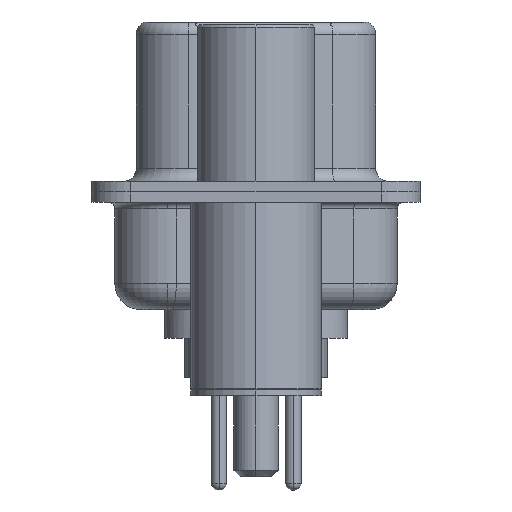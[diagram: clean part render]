
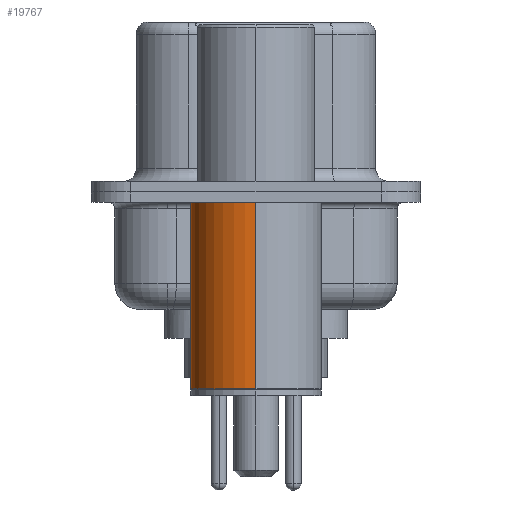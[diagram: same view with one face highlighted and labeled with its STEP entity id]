
A CAD part, left-side view. The second image highlights one B-rep face of the part: STEP entity #19767.
In plain terms, the highlighted cylindrical face has radius 2.5 mm (diameter 5 mm), a partial arc.
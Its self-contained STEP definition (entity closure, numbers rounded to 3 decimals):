
#856 = EDGE_CURVE ( 'NONE', #4967, #8889, #12143, .T. ) ;
#1091 = AXIS2_PLACEMENT_3D ( 'NONE', #17101, #5835, #19023 ) ;
#4967 = VERTEX_POINT ( 'NONE', #9231 ) ;
#5379 = LINE ( 'NONE', #20128, #14283 ) ;
#5484 = CARTESIAN_POINT ( 'NONE',  ( -2.5, 0., -7.525 ) ) ;
#5835 = DIRECTION ( 'NONE',  ( 0., 0., 1. ) ) ;
#6507 = DIRECTION ( 'NONE',  ( 0., 0., 1. ) ) ;
#6591 = ORIENTED_EDGE ( 'NONE', *, *, #22893, .T. ) ;
#8208 = EDGE_CURVE ( 'NONE', #4967, #16475, #12019, .T. ) ;
#8518 = ORIENTED_EDGE ( 'NONE', *, *, #8208, .F. ) ;
#8889 = VERTEX_POINT ( 'NONE', #5484 ) ;
#8930 = CARTESIAN_POINT ( 'NONE',  ( 2.5, 0., -0.4 ) ) ;
#9231 = CARTESIAN_POINT ( 'NONE',  ( 2.5, 0., -7.525 ) ) ;
#9802 = FACE_OUTER_BOUND ( 'NONE', #12286, .T. ) ;
#10348 = CARTESIAN_POINT ( 'NONE',  ( 0., 0., 0.581 ) ) ;
#12019 = LINE ( 'NONE', #18683, #14657 ) ;
#12143 = CIRCLE ( 'NONE', #23323, 2.5 ) ;
#12286 = EDGE_LOOP ( 'NONE', ( #19512, #6591, #24033, #8518 ) ) ;
#12683 = DIRECTION ( 'NONE',  ( 0., 0., 1. ) ) ;
#13718 = CIRCLE ( 'NONE', #1091, 2.5 ) ;
#13735 = VERTEX_POINT ( 'NONE', #15764 ) ;
#14283 = VECTOR ( 'NONE', #12683, 1000. ) ;
#14657 = VECTOR ( 'NONE', #22512, 1000. ) ;
#15158 = CARTESIAN_POINT ( 'NONE',  ( 0., 0., -7.525 ) ) ;
#15764 = CARTESIAN_POINT ( 'NONE',  ( -2.5, 0., -0.4 ) ) ;
#16475 = VERTEX_POINT ( 'NONE', #8930 ) ;
#17101 = CARTESIAN_POINT ( 'NONE',  ( 0., 0., -0.4 ) ) ;
#18260 = EDGE_CURVE ( 'NONE', #16475, #13735, #13718, .T. ) ;
#18683 = CARTESIAN_POINT ( 'NONE',  ( 2.5, 0., 0.581 ) ) ;
#19023 = DIRECTION ( 'NONE',  ( 1., 0., 0. ) ) ;
#19512 = ORIENTED_EDGE ( 'NONE', *, *, #856, .T. ) ;
#19767 = ADVANCED_FACE ( 'NONE', ( #9802 ), #24229, .T. ) ;
#20128 = CARTESIAN_POINT ( 'NONE',  ( -2.5, 0., 0.581 ) ) ;
#20253 = AXIS2_PLACEMENT_3D ( 'NONE', #10348, #6507, #23519 ) ;
#21053 = DIRECTION ( 'NONE',  ( 0., 0., 1. ) ) ;
#22512 = DIRECTION ( 'NONE',  ( 0., 0., 1. ) ) ;
#22893 = EDGE_CURVE ( 'NONE', #8889, #13735, #5379, .T. ) ;
#23228 = DIRECTION ( 'NONE',  ( 1., 0., 0. ) ) ;
#23323 = AXIS2_PLACEMENT_3D ( 'NONE', #15158, #21053, #23228 ) ;
#23519 = DIRECTION ( 'NONE',  ( 1., 0., 0. ) ) ;
#24033 = ORIENTED_EDGE ( 'NONE', *, *, #18260, .F. ) ;
#24229 = CYLINDRICAL_SURFACE ( 'NONE', #20253, 2.5 ) ;
